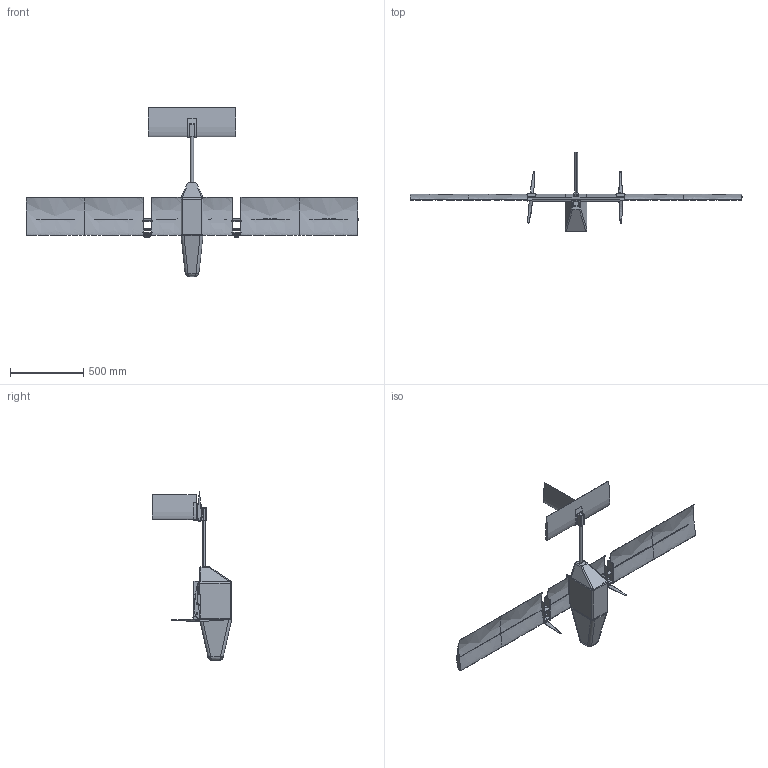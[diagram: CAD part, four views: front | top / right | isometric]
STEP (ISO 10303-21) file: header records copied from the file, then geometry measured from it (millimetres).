
FILE_DESCRIPTION (( 'STEP AP203' ), '1' );
FILE_NAME ('plane1.STEP', '2025-01-22T19:02:11', ( '' ), ( '' ), 'SwSTEP 2.0', 'SolidWorks 2022', '' );
FILE_SCHEMA (( 'CONFIG_CONTROL_DESIGN' ));
Length unit declared in the file: centimetre
Products named in the file (21): tail; BLDC_Motor_5010_Varsayilan; mwing 1; wing main 40cm; spar; horizontal stabilizer; taill attach part; fuselage; prop; fuselageback; motor part; plane1; motor mount side; wing middle part; boom; motor mount main; wing assembly1; wing fix; vertical stabilizer; fuselage front; tail2
Assembly tree (33 placements, depth 4):
  plane1
    fuselage front
    fuselage
    wing fix  x2
    wing middle part
    mwing 1
    wing assembly1
      mwing 1
      motor mount main
        motor mount side  x2
        motor part  x2
      spar  x2
    wing main 40cm  x4
    motor mount main
      motor mount side  x2
      motor part  x2
    spar  x2
    fuselageback
    tail
      taill attach part
      tail2
      vertical stabilizer
      horizontal stabilizer
      boom
    BLDC_Motor_5010_Varsayilan  x2
    prop  x2
Bounding box: 2270 x 543.05 x 1155.88 mm (x, y, z)
Volume: 27583507.8 mm3; surface area: 2807903.8 mm2
Topology: 33 solids, 33 shells, 1115 faces, 3109 edges, 2032 vertices
Faces by surface type: plane 676, cylinder 374, bspline 49, sphere 10, cone 4, torus 2
Entity records: 26901 total; most frequent: CARTESIAN_POINT 10183, ORIENTED_EDGE 3048, DIRECTION 2832, EDGE_CURVE 1524, VERTEX_POINT 990, LINE 946, VECTOR 946, AXIS2_PLACEMENT_3D 943
